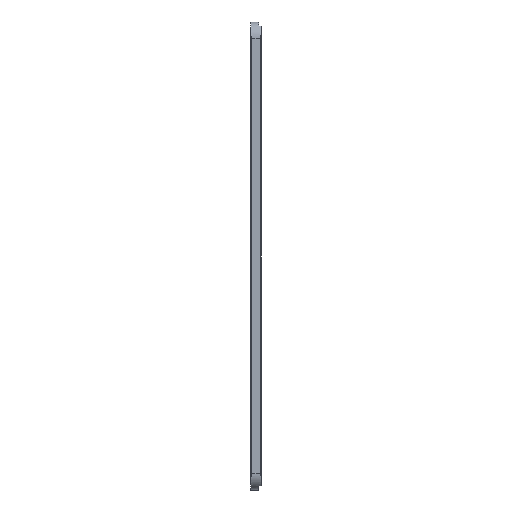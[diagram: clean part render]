
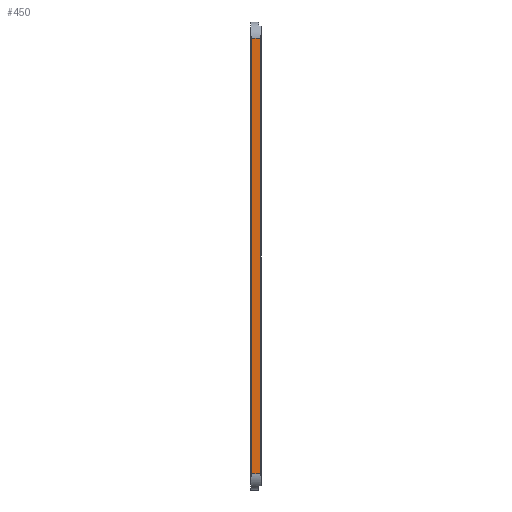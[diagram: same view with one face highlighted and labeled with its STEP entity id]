
A CAD part, front view. The second image highlights one B-rep face of the part: STEP entity #450.
In plain terms, the highlighted planar face has unit normal (0, -1, 0).
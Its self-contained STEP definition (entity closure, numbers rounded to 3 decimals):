
#10 = ORIENTED_EDGE ( 'NONE', *, *, #831, .T. ) ;
#51 = EDGE_LOOP ( 'NONE', ( #10, #440, #1182, #999 ) ) ;
#52 = EDGE_CURVE ( 'NONE', #78, #1595, #724, .T. ) ;
#67 = CARTESIAN_POINT ( 'NONE',  ( -1.5, -6., -172. ) ) ;
#78 = VERTEX_POINT ( 'NONE', #483 ) ;
#83 = VERTEX_POINT ( 'NONE', #740 ) ;
#189 = EDGE_CURVE ( 'NONE', #83, #1398, #199, .T. ) ;
#199 = LINE ( 'NONE', #1554, #1629 ) ;
#265 = AXIS2_PLACEMENT_3D ( 'NONE', #67, #1685, #350 ) ;
#284 = CARTESIAN_POINT ( 'NONE',  ( -1.5, -6., -6. ) ) ;
#350 = DIRECTION ( 'NONE',  ( 0., 0., -1. ) ) ;
#440 = ORIENTED_EDGE ( 'NONE', *, *, #52, .T. ) ;
#450 = ADVANCED_FACE ( 'NONE', ( #1349 ), #1139, .T. ) ;
#483 = CARTESIAN_POINT ( 'NONE',  ( 1.5, -6., -166. ) ) ;
#608 = CARTESIAN_POINT ( 'NONE',  ( 1.5, -6., -172. ) ) ;
#643 = DIRECTION ( 'NONE',  ( 1., 0., 0. ) ) ;
#698 = DIRECTION ( 'NONE',  ( 1., 0., 0. ) ) ;
#700 = LINE ( 'NONE', #1642, #1433 ) ;
#724 = LINE ( 'NONE', #608, #1416 ) ;
#740 = CARTESIAN_POINT ( 'NONE',  ( -1.5, -6., -166. ) ) ;
#808 = CARTESIAN_POINT ( 'NONE',  ( 1.5, -6., -6. ) ) ;
#831 = EDGE_CURVE ( 'NONE', #83, #78, #700, .T. ) ;
#999 = ORIENTED_EDGE ( 'NONE', *, *, #189, .F. ) ;
#1110 = EDGE_CURVE ( 'NONE', #1398, #1595, #1367, .T. ) ;
#1139 = PLANE ( 'NONE',  #265 ) ;
#1182 = ORIENTED_EDGE ( 'NONE', *, *, #1110, .F. ) ;
#1349 = FACE_OUTER_BOUND ( 'NONE', #51, .T. ) ;
#1367 = LINE ( 'NONE', #1462, #1413 ) ;
#1398 = VERTEX_POINT ( 'NONE', #284 ) ;
#1413 = VECTOR ( 'NONE', #643, 1000. ) ;
#1416 = VECTOR ( 'NONE', #1431, 1000. ) ;
#1431 = DIRECTION ( 'NONE',  ( 0., 0., 1. ) ) ;
#1433 = VECTOR ( 'NONE', #698, 1000. ) ;
#1462 = CARTESIAN_POINT ( 'NONE',  ( -2., -6., -6. ) ) ;
#1554 = CARTESIAN_POINT ( 'NONE',  ( -1.5, -6., -172. ) ) ;
#1595 = VERTEX_POINT ( 'NONE', #808 ) ;
#1629 = VECTOR ( 'NONE', #1686, 1000. ) ;
#1642 = CARTESIAN_POINT ( 'NONE',  ( -2., -6., -166. ) ) ;
#1685 = DIRECTION ( 'NONE',  ( 0., -1., 0. ) ) ;
#1686 = DIRECTION ( 'NONE',  ( 0., 0., 1. ) ) ;
